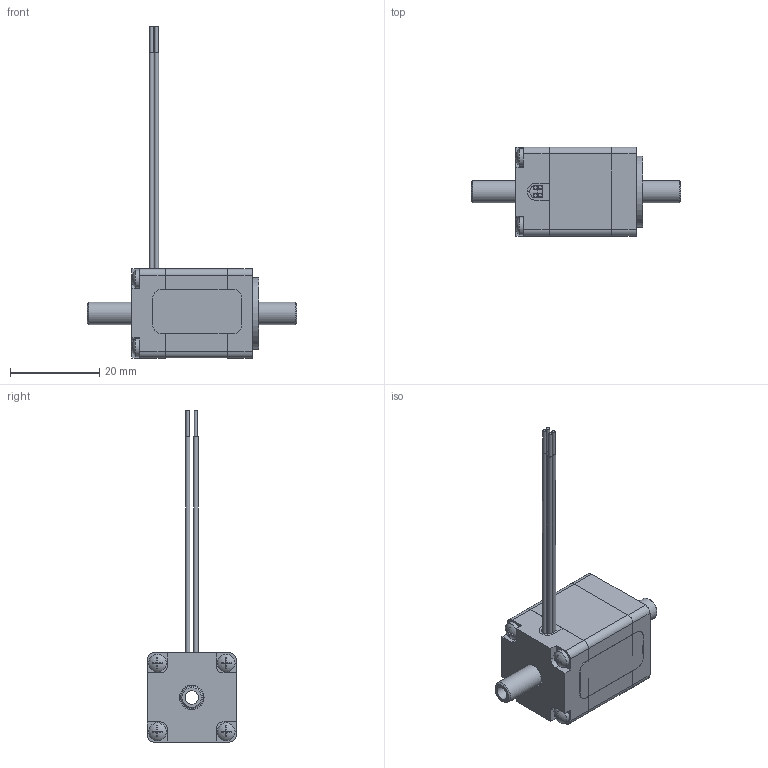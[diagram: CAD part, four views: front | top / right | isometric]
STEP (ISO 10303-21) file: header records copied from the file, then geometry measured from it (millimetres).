
FILE_DESCRIPTION(/* description */ (''),/* implementation_level */ '2;1');
FILE_NAME(/* name */ '08HS2028-4D-050.stp',/* time_stamp */ '2020-08-26T16:19:03+08:00',/* author */ ('dzp-qch5853'),/* organization */ (''),/* preprocessor_version */ 'ST-DEVELOPER v16.1',/* originating_system */ 'Autodesk Inventor 2016',/* authorisation */ '');
FILE_SCHEMA (('AUTOMOTIVE_DESIGN { 1 0 10303 214 3 1 1 }'));
Products named in the file (19): 01-165; 01-167; 09-005-1-1; 09-005-2-1; 09-005-3-1; 09-005-4-1; 02-156-1-1; 12-055-1-1; 12-056-1-1; 12-057-1; 02-161; 03-226-2-1; 07-045-1-1; 03-234-1; 07-008轴承; 20单厚隔套。1.9mm; 20单厚标签; 20单厚螺钉; 20级进模旋转电机
Assembly tree (24 placements, depth 3):
  20级进模旋转电机
    01-165
    01-167
    02-161
      09-005-1-1
      09-005-2-1
      09-005-3-1
      09-005-4-1
      02-156-1-1
      12-055-1-1
      12-056-1-1
      12-057-1
    03-234-1
      03-226-2-1
      07-045-1-1
    07-008轴承  x2
    20单厚隔套。1.9mm  x2
    03-226-2-1
    20单厚标签
    20单厚螺钉  x4
Bounding box: 47 x 20.1 x 74.5 mm (x, y, z)
Volume: 8180.3 mm3; surface area: 16386.1 mm2
Topology: 31 solids, 31 shells, 2322 faces, 6649 edges, 4420 vertices
Faces by surface type: plane 1163, cylinder 1064, bspline 84, cone 7, sphere 4
Full cylindrical faces by diameter (mm): 0.8 x12, 1 x20, 2 x4, 2.2 x68, 3 x2, 4 x8, 4.02 x2, 4.2 x1, 5 x4, 5.325 x1, 5.5 x1, 6.844 x1, 8.2 x2, 9 x5, 11.2 x1, 12 x2, 12.6 x2, 16 x1
Entity records: 63844 total; most frequent: CARTESIAN_POINT 13336, ORIENTED_EDGE 10586, DIRECTION 10406, EDGE_CURVE 5293, VERTEX_POINT 3564, LINE 3492, VECTOR 3492, AXIS2_PLACEMENT_3D 3457
